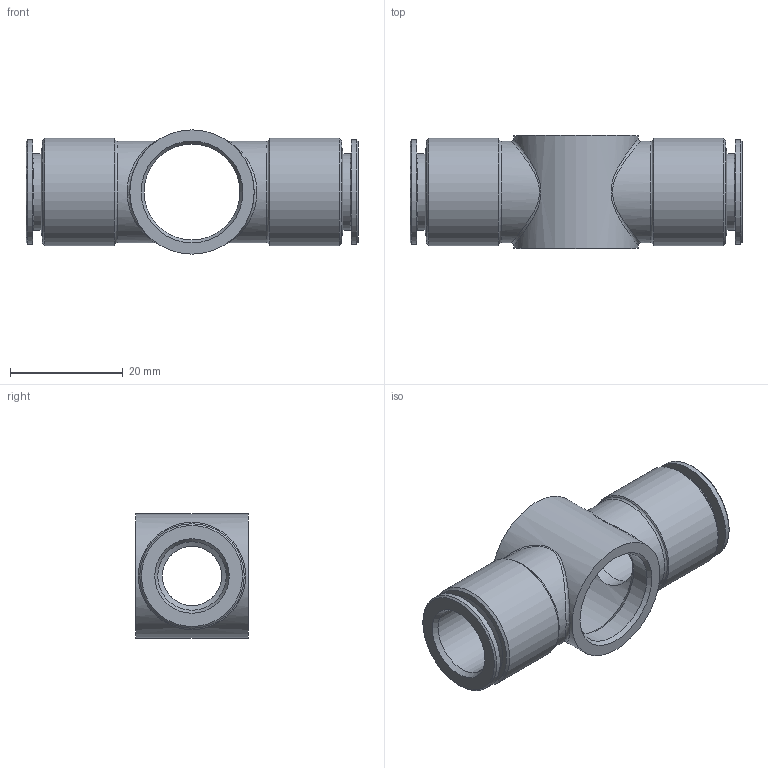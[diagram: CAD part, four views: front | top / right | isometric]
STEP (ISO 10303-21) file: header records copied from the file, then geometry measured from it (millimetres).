
FILE_DESCRIPTION(( 'MA.36.12.38.stp' ), '1');
FILE_NAME( 'MA.36.12.38.stp', '2019-06-19T14:54:44',( 'Sopra'),('sopra-pneumatic.com'), 'SwSTEP 2.0','SolidWorks 2009','' );
FILE_SCHEMA( ( 'CONFIG_CONTROL_DESIGN' ) );
Length unit declared in the file: millimetre
Products named in the file (1): NONE
Bounding box: 58.8 x 20 x 22 mm (x, y, z)
Volume: 8255.8 mm3; surface area: 6774.7 mm2
Topology: 1 solids, 1 shells, 49 faces, 110 edges, 67 vertices
Faces by surface type: cone 18, cylinder 17, plane 8, bspline 4, torus 2
Full cylindrical faces by diameter (mm): 10.5 x2, 12.15 x2, 13.5 x2, 17 x2, 18 x2, 18.5 x2, 19 x2, 22 x1
Entity records: 3648 total; most frequent: CARTESIAN_POINT 2700, DIRECTION 188, ORIENTED_EDGE 136, AXIS2_PLACEMENT_3D 94, EDGE_LOOP 94, EDGE_CURVE 68, FACE_OUTER_BOUND 66, VERTEX_POINT 60
